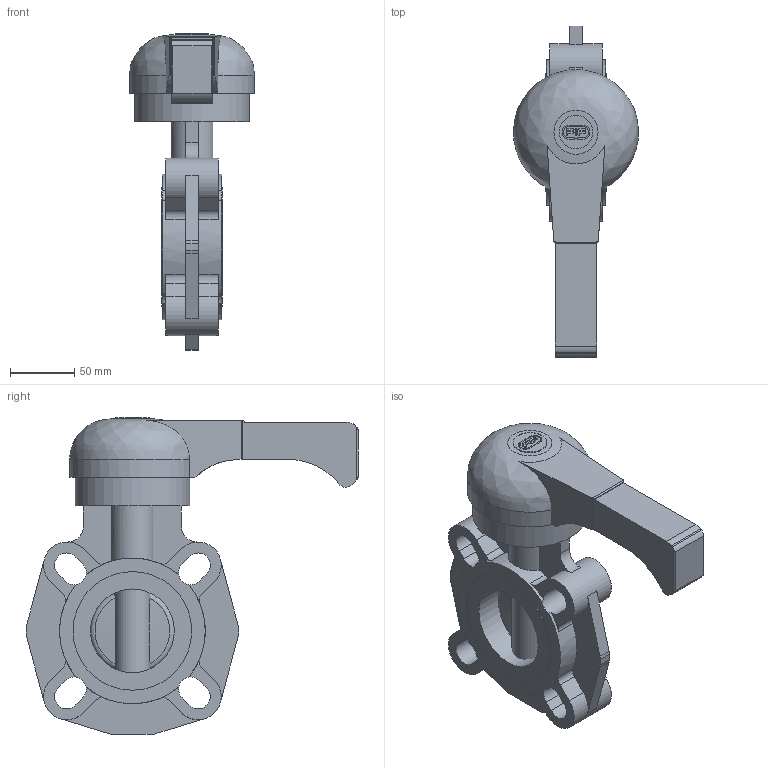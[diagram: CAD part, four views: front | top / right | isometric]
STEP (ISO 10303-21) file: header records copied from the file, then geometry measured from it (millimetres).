
FILE_DESCRIPTION(/* description */ (''),/* implementation_level */ '2;1');
FILE_NAME(/* name */ 'FKOMLM075E.iam.stp',/* time_stamp */ '2013-10-07T12:37:59+02:00',/* author */ ('bfaro'),/* organization */ (''),/* preprocessor_version */ 'ST-DEVELOPER v15.2',/* originating_system */ 'Autodesk Inventor 2014',/* authorisation */ '');
FILE_SCHEMA (('AUTOMOTIVE_DESIGN { 1 0 10303 214 3 1 1 }'));
Length unit declared in the file: millimetre
Products named in the file (5): Disco FE-FK 075; cassa FK 075; Maniglia FK  50-63-75; Piastrina 40; FKOMLM075E
Bounding box: 96.99 x 257.46 x 245.13 mm (x, y, z)
Volume: 1168055.5 mm3; surface area: 155825.1 mm2
Topology: 4 solids, 4 shells, 208 faces, 600 edges, 403 vertices
Faces by surface type: plane 121, cylinder 80, cone 4, torus 2, bspline 1
Full cylindrical faces by diameter (mm): 26.1 x1, 28 x1, 65 x1, 89 x1, 92 x2
Entity records: 7309 total; most frequent: CARTESIAN_POINT 1544, DIRECTION 1213, ORIENTED_EDGE 1188, EDGE_CURVE 594, AXIS2_PLACEMENT_3D 428, VERTEX_POINT 403, LINE 357, VECTOR 357
